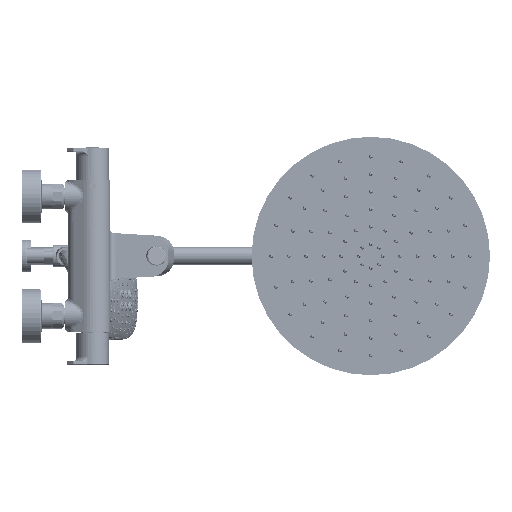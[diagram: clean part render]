
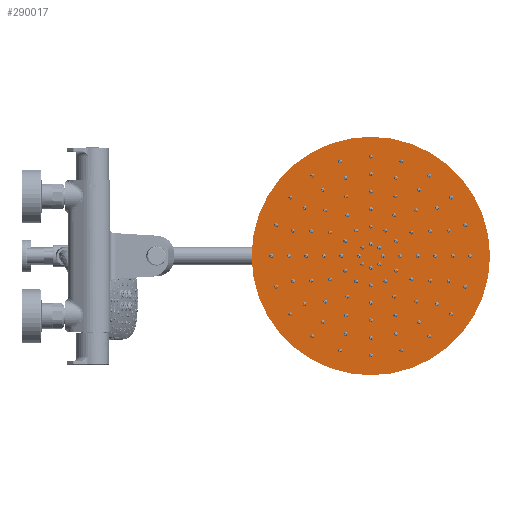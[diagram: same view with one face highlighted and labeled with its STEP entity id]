
A CAD part, front view. The second image highlights one B-rep face of the part: STEP entity #290017.
In plain terms, the highlighted planar face has unit normal (0, -1, 0).
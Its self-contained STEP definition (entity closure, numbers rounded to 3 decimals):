
#9283 = CIRCLE ( 'NONE', #160342, 150. ) ;
#72520 = ORIENTED_EDGE ( 'NONE', *, *, #413258, .T. ) ;
#97845 = VERTEX_POINT ( 'NONE', #329467 ) ;
#127141 = CARTESIAN_POINT ( 'NONE',  ( 0., 0., 0. ) ) ;
#151635 = DIRECTION ( 'NONE',  ( 0., 0., 1. ) ) ;
#153800 = EDGE_LOOP ( 'NONE', ( #222316, #72520 ) ) ;
#160342 = AXIS2_PLACEMENT_3D ( 'NONE', #127141, #332037, #226243 ) ;
#192061 = FACE_OUTER_BOUND ( 'NONE', #153800, .T. ) ;
#195477 = AXIS2_PLACEMENT_3D ( 'NONE', #435156, #228030, #151635 ) ;
#216161 = AXIS2_PLACEMENT_3D ( 'NONE', #260988, #229401, #297029 ) ;
#216325 = CARTESIAN_POINT ( 'NONE',  ( 0., 0., 150. ) ) ;
#222316 = ORIENTED_EDGE ( 'NONE', *, *, #265144, .T. ) ;
#226243 = DIRECTION ( 'NONE',  ( 0., 0., -1. ) ) ;
#228030 = DIRECTION ( 'NONE',  ( 0., 1., 0. ) ) ;
#229401 = DIRECTION ( 'NONE',  ( 0., -1., 0. ) ) ;
#260988 = CARTESIAN_POINT ( 'NONE',  ( 0., 0., 0. ) ) ;
#265144 = EDGE_CURVE ( 'NONE', #97845, #356763, #9283, .T. ) ;
#290017 = ADVANCED_FACE ( 'NONE', ( #192061 ), #324998, .F. ) ;
#297029 = DIRECTION ( 'NONE',  ( 0., 0., -1. ) ) ;
#324998 = PLANE ( 'NONE',  #195477 ) ;
#329467 = CARTESIAN_POINT ( 'NONE',  ( 0., 0., -150. ) ) ;
#332037 = DIRECTION ( 'NONE',  ( 0., -1., 0. ) ) ;
#356763 = VERTEX_POINT ( 'NONE', #216325 ) ;
#410248 = CIRCLE ( 'NONE', #216161, 150. ) ;
#413258 = EDGE_CURVE ( 'NONE', #356763, #97845, #410248, .T. ) ;
#435156 = CARTESIAN_POINT ( 'NONE',  ( 0., 0., 0. ) ) ;
